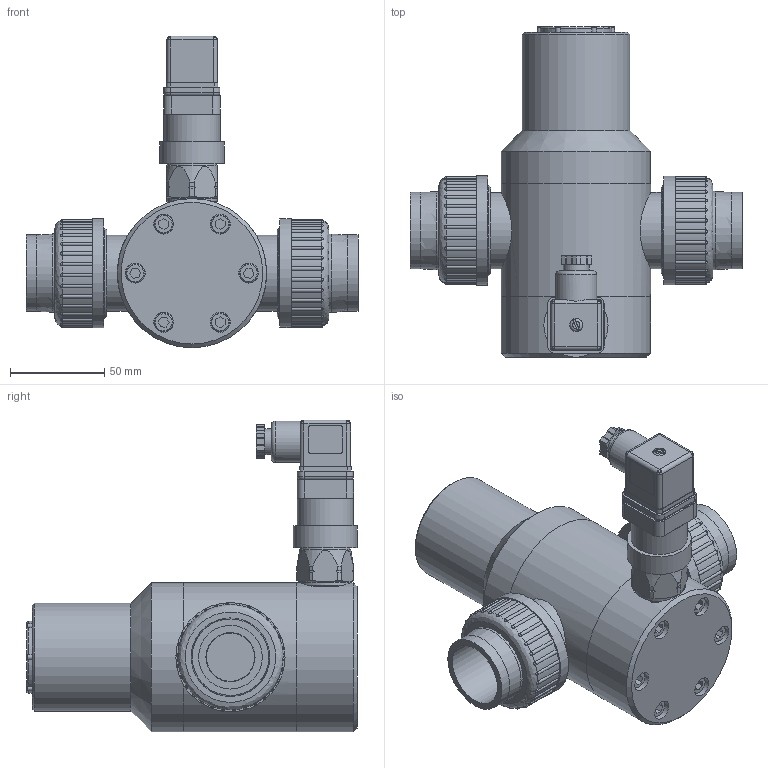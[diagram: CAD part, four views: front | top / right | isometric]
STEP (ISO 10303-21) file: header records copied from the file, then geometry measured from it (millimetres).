
FILE_DESCRIPTION (( 'STEP AP214' ), '1' );
FILE_NAME ('32-1162-0X-DIN.step', '2019-11-05T09:18:43', ( '' ), ( '' ), 'SwSTEP 2.0', 'SolidWorks 2020', '' );
FILE_SCHEMA (( 'AUTOMOTIVE_DESIGN' ));
Length unit declared in the file: millimetre
Products named in the file (16): screw; 729511108_03; lower housing; 32mm switch body PS-13-1008 - PVC; NC; PVC Bonnet all size_32mm PVC-304; M6 x 30 socket cap screw; 32mm; 32mm union stub; DIN NEW - 2; 32 + 40mm Dust Cap; small 1; 32-1162-0X-DIN; housing top; Small; 729511108_01
Assembly tree (23 placements, depth 3):
  32-1162-0X-DIN
    PVC Bonnet all size_32mm PVC-304
    32mm union stub  x2
    729511108_01  x2
    729511108_03  x2
    32 + 40mm Dust Cap
    32mm
    M6 x 30 socket cap screw  x6
    32mm switch body PS-13-1008 - PVC
    DIN NEW - 2
      housing top
      lower housing
      NC
      Small
      small 1
      screw
Bounding box: 175.76 x 175.08 x 164.96 mm (x, y, z)
Volume: 882965.5 mm3; surface area: 175835.6 mm2
Topology: 22 solids, 22 shells, 612 faces, 1458 edges, 915 vertices
Faces by surface type: cylinder 258, plane 210, bspline 80, torus 34, cone 30
Full cylindrical faces by diameter (mm): 5.2 x1, 6 x6, 6.9 x2, 10 x7, 10.5 x7, 13.6 x1, 13.86 x1, 15.2 x1, 15.4 x1, 21.8 x1, 25.5 x2, 26 x2, 26.9 x1, 29.8 x1, 30.8 x2, 32.5 x1, 33.7 x2, 34 x1, 38 x1, 38.8 x2, 40.35 x4, 40.5 x2, 41.5 x2, 41.6 x2, 44.7 x4, 46.847 x2, 47.803 x2, 55 x1, 57 x1, 57.8 x2
Entity records: 19432 total; most frequent: CARTESIAN_POINT 9218, DIRECTION 1927, ORIENTED_EDGE 1826, EDGE_CURVE 913, AXIS2_PLACEMENT_3D 786, VERTEX_POINT 612, EDGE_LOOP 531, FACE_OUTER_BOUND 474
